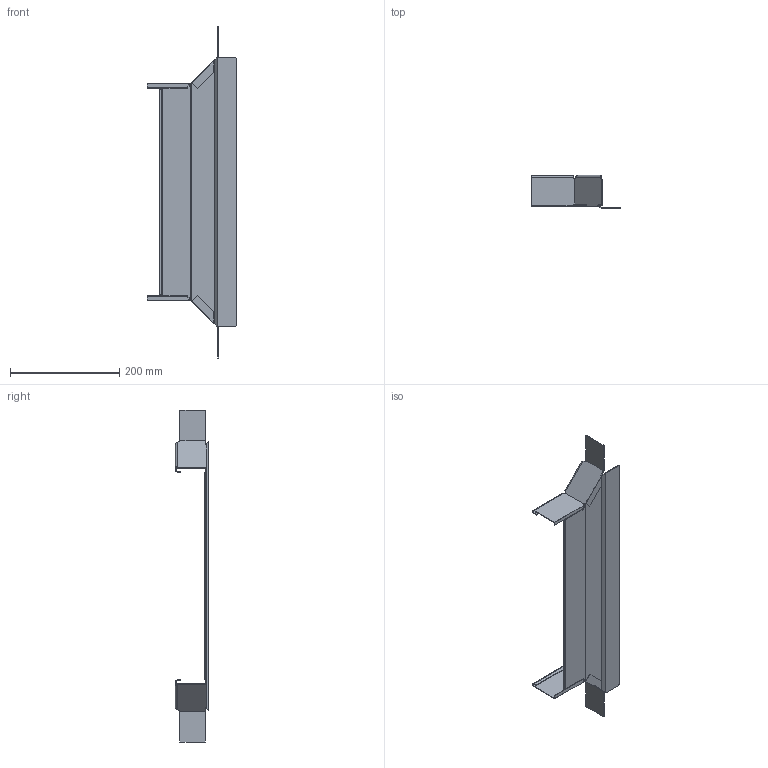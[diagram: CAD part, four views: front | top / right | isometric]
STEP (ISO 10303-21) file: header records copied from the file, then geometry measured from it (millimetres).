
FILE_DESCRIPTION (( 'STEP AP214' ), '1' );
FILE_NAME ('7121866.STEP', '2025-02-11T08:24:41', ( '' ), ( '' ), 'SwSTEP 2.0', 'SolidWorks 2024', '' );
FILE_SCHEMA (( 'AUTOMOTIVE_DESIGN' ));
Length unit declared in the file: millimetre
Products named in the file (4): 167752_400; 180291_60 R; 7121866; 180291_60 L
Assembly tree (3 placements, depth 2):
  7121866
    167752_400
    180291_60 L
    180291_60 R
Bounding box: 163.29 x 61.25 x 608.16 mm (x, y, z)
Volume: 96827.5 mm3; surface area: 182694.7 mm2
Topology: 3 solids, 3 shells, 160 faces, 427 edges, 273 vertices
Faces by surface type: plane 106, cylinder 29, bspline 25
Entity records: 5830 total; most frequent: CARTESIAN_POINT 2041, ORIENTED_EDGE 854, DIRECTION 622, EDGE_CURVE 427, VERTEX_POINT 273, LINE 244, VECTOR 244, AXIS2_PLACEMENT_3D 189
